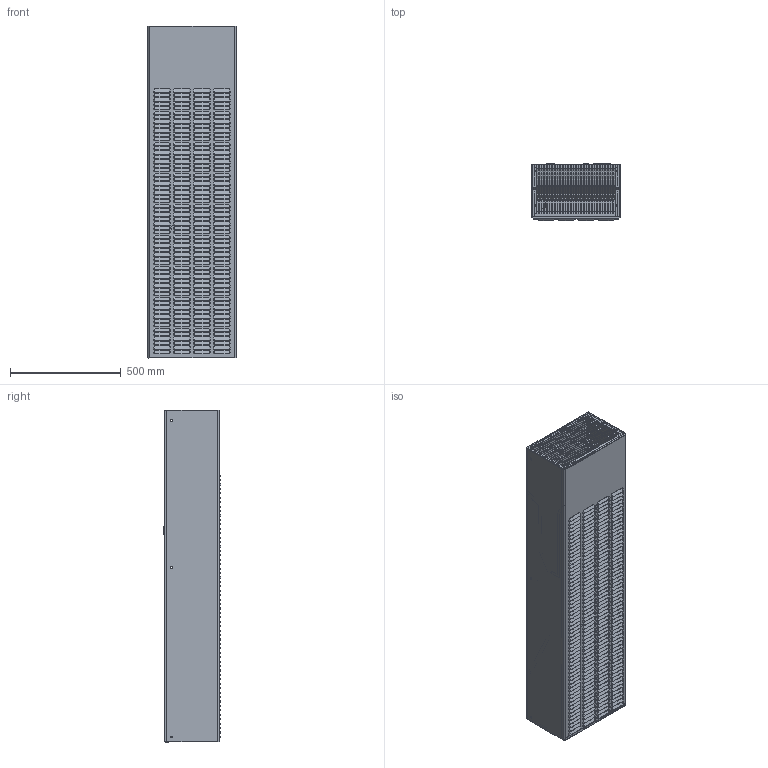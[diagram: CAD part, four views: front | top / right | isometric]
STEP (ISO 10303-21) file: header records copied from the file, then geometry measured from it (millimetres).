
FILE_DESCRIPTION(/* description */ (''),/* implementation_level */ '2;1');
FILE_NAME(/* name */ 'AVE300~1',/* time_stamp */ '2023-08-04T16:38:04+02:00',/* author */ (''),/* organization */ (''),/* preprocessor_version */ 'ST-DEVELOPER v16.5',/* originating_system */ '',/* authorisation */ '');
FILE_SCHEMA (('AUTOMOTIVE_DESIGN'));
Products named in the file (1): Document
Bounding box: 399 x 259.26 x 1499 mm (x, y, z)
Volume: 3187158 mm3; surface area: 7371568 mm2
Topology: 16 solids, 2449 shells, 8503 faces, 24580 edges, 17376 vertices
Faces by surface type: plane 4598, bspline 3905
Entity records: 385334 total; most frequent: CARTESIAN_POINT 217585, ORIENTED_EDGE 38805, EDGE_CURVE 23480, B_SPLINE_CURVE_WITH_KNOTS 17797, VERTEX_POINT 17415, EDGE_LOOP 10168, ADVANCED_FACE 8503, FACE_OUTER_BOUND 8503
